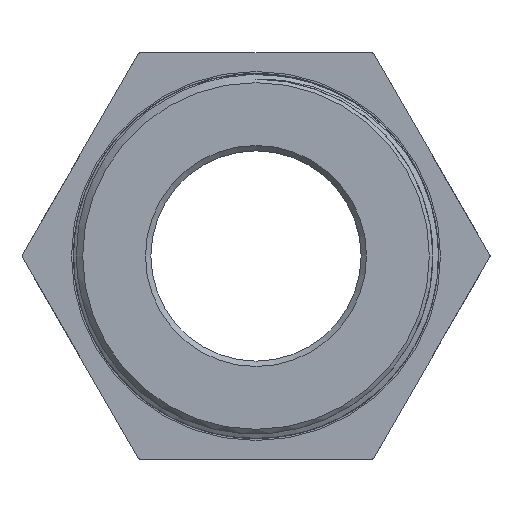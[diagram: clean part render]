
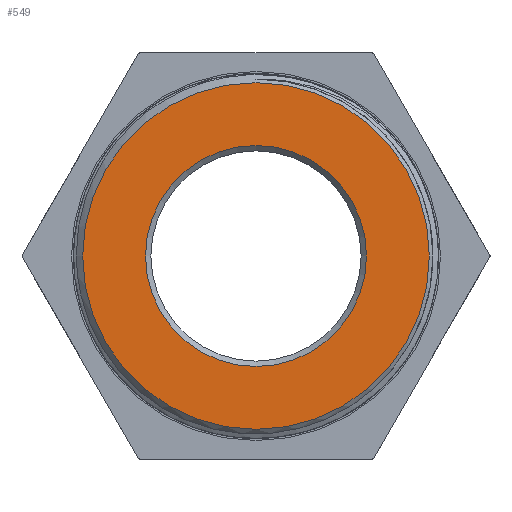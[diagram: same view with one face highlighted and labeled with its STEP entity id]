
A CAD part, left-side view. The second image highlights one B-rep face of the part: STEP entity #549.
In plain terms, the highlighted planar face has unit normal (-1, 0, 0).
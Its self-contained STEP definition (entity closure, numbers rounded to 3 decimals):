
#90=PLANE('',#597);
#113=FACE_BOUND('',#163,.T.);
#123=FACE_OUTER_BOUND('',#162,.T.);
#162=EDGE_LOOP('',(#377));
#163=EDGE_LOOP('',(#378));
#206=CIRCLE('',#594,15.245);
#208=CIRCLE('',#598,23.909);
#237=VERTEX_POINT('',#808);
#239=VERTEX_POINT('',#814);
#292=EDGE_CURVE('',#237,#237,#206,.T.);
#294=EDGE_CURVE('',#239,#239,#208,.T.);
#377=ORIENTED_EDGE('',*,*,#294,.T.);
#378=ORIENTED_EDGE('',*,*,#292,.F.);
#549=ADVANCED_FACE('',(#123,#113),#90,.T.);
#594=AXIS2_PLACEMENT_3D('',#809,#662,#663);
#597=AXIS2_PLACEMENT_3D('',#813,#668,#669);
#598=AXIS2_PLACEMENT_3D('',#815,#670,#671);
#662=DIRECTION('center_axis',(-1.,0.,0.));
#663=DIRECTION('ref_axis',(0.,-1.,0.));
#668=DIRECTION('center_axis',(-1.,0.,0.));
#669=DIRECTION('ref_axis',(0.,0.,1.));
#670=DIRECTION('center_axis',(-1.,0.,0.));
#671=DIRECTION('ref_axis',(0.,1.,0.));
#808=CARTESIAN_POINT('',(-21.06,15.245,0.));
#809=CARTESIAN_POINT('Origin',(-21.06,0.,0.));
#813=CARTESIAN_POINT('Origin',(-21.06,16.05,0.));
#814=CARTESIAN_POINT('',(-21.06,23.909,0.));
#815=CARTESIAN_POINT('Origin',(-21.06,0.,0.));
